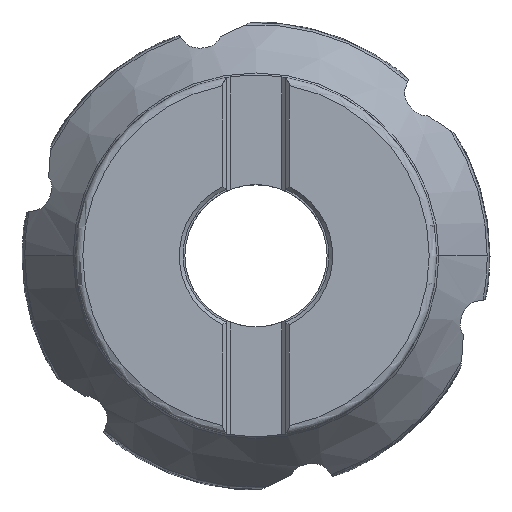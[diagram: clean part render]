
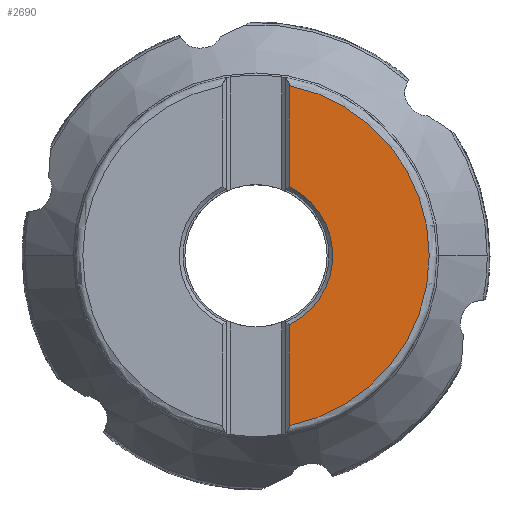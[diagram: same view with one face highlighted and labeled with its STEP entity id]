
A CAD part, top view. The second image highlights one B-rep face of the part: STEP entity #2690.
In plain terms, the highlighted planar face has unit normal (0, 0, 1).
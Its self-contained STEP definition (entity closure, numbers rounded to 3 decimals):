
#311=LINE('',#30071,#793);
#312=LINE('',#30075,#794);
#793=VECTOR('',#16314,1.);
#794=VECTOR('',#16319,1.);
#1934=FACE_OUTER_BOUND('',#3690,.T.);
#2690=ADVANCED_FACE('',(#1934),#3329,.T.);
#3329=PLANE('',#14378);
#3690=EDGE_LOOP('',(#6351,#6352,#6353,#6354,#6355));
#6351=ORIENTED_EDGE('',*,*,#11650,.F.);
#6352=ORIENTED_EDGE('',*,*,#11651,.T.);
#6353=ORIENTED_EDGE('',*,*,#11645,.F.);
#6354=ORIENTED_EDGE('',*,*,#11644,.F.);
#6355=ORIENTED_EDGE('',*,*,#11649,.F.);
#10044=VERTEX_POINT('',#30033);
#10045=VERTEX_POINT('',#30034);
#10046=VERTEX_POINT('',#30036);
#10047=VERTEX_POINT('',#30070);
#10048=VERTEX_POINT('',#30074);
#11644=EDGE_CURVE('',#10044,#10045,#13308,.T.);
#11645=EDGE_CURVE('',#10045,#10046,#13309,.T.);
#11649=EDGE_CURVE('',#10047,#10044,#311,.T.);
#11650=EDGE_CURVE('',#10048,#10047,#13310,.T.);
#11651=EDGE_CURVE('',#10048,#10046,#312,.T.);
#13308=CIRCLE('',#14373,46.419);
#13309=CIRCLE('',#14374,46.419);
#13310=CIRCLE('',#14377,20.55);
#14373=AXIS2_PLACEMENT_3D('',#30032,#16308,#16309);
#14374=AXIS2_PLACEMENT_3D('',#30035,#16310,#16311);
#14377=AXIS2_PLACEMENT_3D('',#30073,#16317,#16318);
#14378=AXIS2_PLACEMENT_3D('',#30076,#16320,#16321);
#16308=DIRECTION('',(0.,0.,-1.));
#16309=DIRECTION('',(0.193,0.981,0.));
#16310=DIRECTION('',(0.,0.,-1.));
#16311=DIRECTION('',(1.,0.,0.));
#16314=DIRECTION('',(0.,1.,0.));
#16317=DIRECTION('',(0.,0.,1.));
#16318=DIRECTION('',(0.435,-0.9,0.));
#16319=DIRECTION('',(0.,-1.,0.));
#16320=DIRECTION('',(0.,0.,1.));
#16321=DIRECTION('',(-1.,0.,0.));
#30032=CARTESIAN_POINT('',(0.,0.,0.));
#30033=CARTESIAN_POINT('',(8.937,45.55,0.));
#30034=CARTESIAN_POINT('',(46.419,-0.021,0.));
#30035=CARTESIAN_POINT('',(0.,0.,0.));
#30036=CARTESIAN_POINT('',(8.938,-45.55,0.));
#30070=CARTESIAN_POINT('',(8.937,18.505,0.));
#30071=CARTESIAN_POINT('',(8.937,18.505,0.));
#30073=CARTESIAN_POINT('',(0.,0.,0.));
#30074=CARTESIAN_POINT('',(8.938,-18.505,0.));
#30075=CARTESIAN_POINT('',(8.938,-18.505,0.));
#30076=CARTESIAN_POINT('',(27.678,0.,0.));
